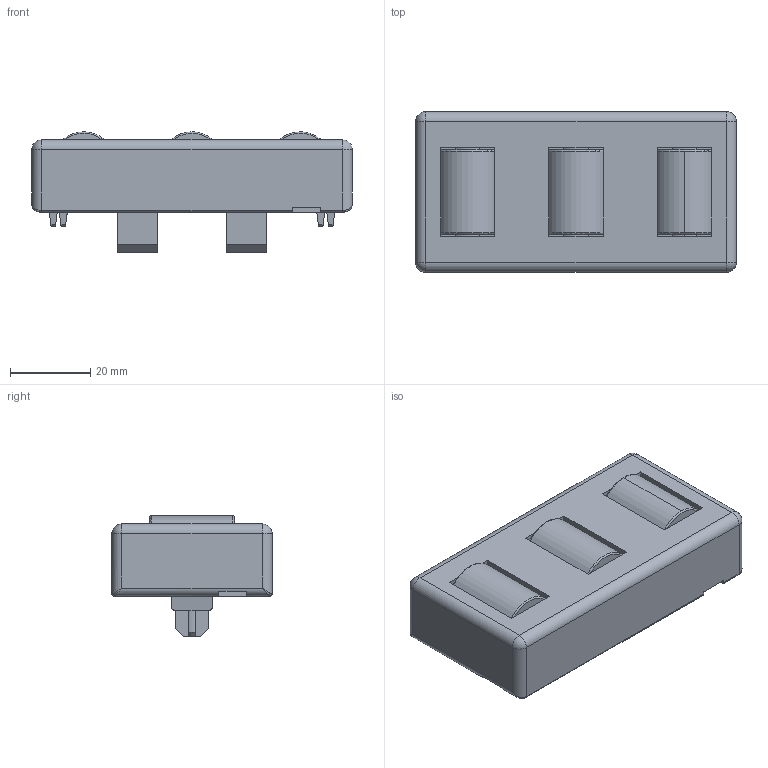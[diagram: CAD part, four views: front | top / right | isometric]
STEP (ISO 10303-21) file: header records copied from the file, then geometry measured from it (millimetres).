
FILE_DESCRIPTION (( 'STEP AP203' ), '1' );
FILE_NAME ('405800301_c_1.STEP', '2023-03-11T04:20:59', ( '' ), ( '' ), 'SwSTEP 2.0', 'SolidWorks 2014', '' );
FILE_SCHEMA (( 'CONFIG_CONTROL_DESIGN' ));
Length unit declared in the file: millimetre
Products named in the file (1): 405800301_c_1
Bounding box: 80 x 40 x 30 mm (x, y, z)
Volume: 59326.2 mm3; surface area: 12160.4 mm2
Topology: 1 solids, 1 shells, 169 faces, 453 edges, 287 vertices
Faces by surface type: plane 98, cylinder 47, torus 10, cone 6, bspline 4, sphere 4
Entity records: 6248 total; most frequent: CARTESIAN_POINT 2083, ORIENTED_EDGE 890, DIRECTION 800, EDGE_CURVE 445, LINE 290, VECTOR 290, VERTEX_POINT 287, AXIS2_PLACEMENT_3D 255
